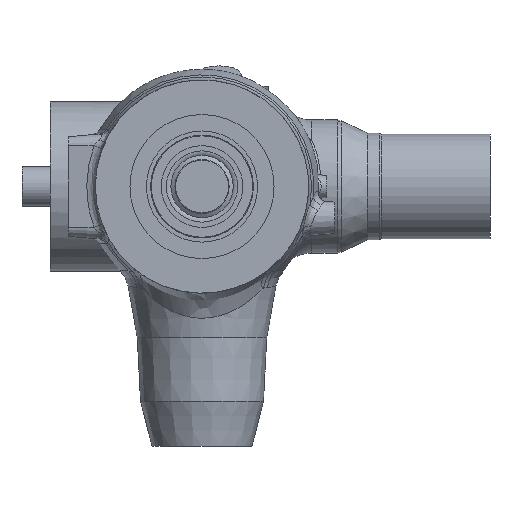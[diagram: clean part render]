
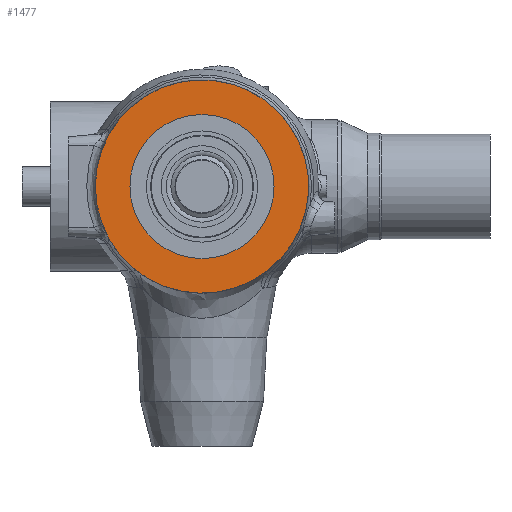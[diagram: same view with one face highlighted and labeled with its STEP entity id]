
A CAD part, front view. The second image highlights one B-rep face of the part: STEP entity #1477.
In plain terms, the highlighted planar face has unit normal (0, -1, 0).
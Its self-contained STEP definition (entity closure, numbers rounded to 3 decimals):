
#1303=PLANE('',#7057);
#1477=ADVANCED_FACE('',(#2069,#2070),#1303,.T.);
#2069=FACE_BOUND('',#2444,.T.);
#2070=FACE_BOUND('',#2445,.T.);
#2444=EDGE_LOOP('',(#3284));
#2445=EDGE_LOOP('',(#3285));
#3284=ORIENTED_EDGE('',*,*,#5658,.F.);
#3285=ORIENTED_EDGE('',*,*,#5659,.F.);
#4975=VERTEX_POINT('',#13714);
#4976=VERTEX_POINT('',#13716);
#5658=EDGE_CURVE('',#4975,#4975,#6486,.T.);
#5659=EDGE_CURVE('',#4976,#4976,#6487,.T.);
#6486=CIRCLE('',#7055,381.);
#6487=CIRCLE('',#7056,564.);
#7055=AXIS2_PLACEMENT_3D('',#13713,#8109,#8110);
#7056=AXIS2_PLACEMENT_3D('',#13715,#8111,#8112);
#7057=AXIS2_PLACEMENT_3D('',#13717,#8113,#8114);
#8109=DIRECTION('',(0.,-1.,0.));
#8110=DIRECTION('',(1.,0.,0.));
#8111=DIRECTION('',(0.,1.,0.));
#8112=DIRECTION('',(-1.,0.,0.));
#8113=DIRECTION('',(0.,-1.,0.));
#8114=DIRECTION('',(1.,0.,0.));
#13713=CARTESIAN_POINT('',(-478.789,-860.064,0.));
#13714=CARTESIAN_POINT('',(-97.789,-860.064,0.));
#13715=CARTESIAN_POINT('',(-478.789,-860.064,0.));
#13716=CARTESIAN_POINT('',(-1042.789,-860.064,0.));
#13717=CARTESIAN_POINT('',(-478.789,-860.064,0.));
